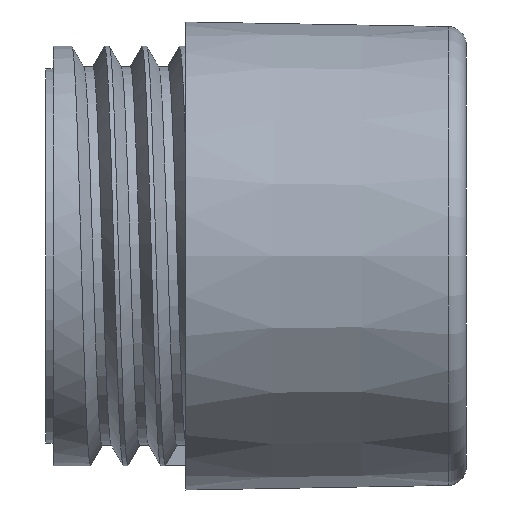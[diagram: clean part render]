
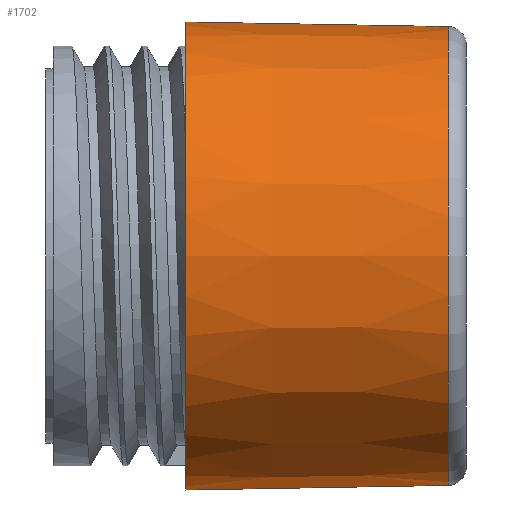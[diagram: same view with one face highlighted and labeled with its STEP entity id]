
A CAD part, front view. The second image highlights one B-rep face of the part: STEP entity #1702.
In plain terms, the highlighted conical face has half-angle 1 degrees and reference radius 7.938 mm.
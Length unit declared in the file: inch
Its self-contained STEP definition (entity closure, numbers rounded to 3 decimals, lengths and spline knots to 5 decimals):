
#51 = AXIS2_PLACEMENT_3D ( 'NONE', #4280, #761, #3872 ) ;
#322 = CARTESIAN_POINT ( 'NONE',  ( 5.37587, 13.42561, 0.3125 ) ) ;
#422 = CONICAL_SURFACE ( 'NONE', #51, 0.3125, 0.017 ) ;
#561 = AXIS2_PLACEMENT_3D ( 'NONE', #4489, #2141, #4900 ) ;
#581 = CARTESIAN_POINT ( 'NONE',  ( 5.7263, 13.42561, 0.30638 ) ) ;
#648 = EDGE_LOOP ( 'NONE', ( #2921, #4389, #3949, #4693 ) ) ;
#761 = DIRECTION ( 'NONE',  ( -1., 0., 0. ) ) ;
#795 = VECTOR ( 'NONE', #3778, 39.37008 ) ;
#904 = EDGE_CURVE ( 'NONE', #3519, #2966, #3687, .T. ) ;
#914 = VERTEX_POINT ( 'NONE', #1117 ) ;
#1117 = CARTESIAN_POINT ( 'NONE',  ( 5.37587, 13.42561, -0.3125 ) ) ;
#1648 = AXIS2_PLACEMENT_3D ( 'NONE', #2082, #4841, #2481 ) ;
#1702 = ADVANCED_FACE ( 'NONE', ( #3790 ), #422, .T. ) ;
#1731 = CARTESIAN_POINT ( 'NONE',  ( 5.7263, 13.42561, -0.30638 ) ) ;
#1912 = VERTEX_POINT ( 'NONE', #1731 ) ;
#2082 = CARTESIAN_POINT ( 'NONE',  ( 5.7263, 13.42561, 0. ) ) ;
#2141 = DIRECTION ( 'NONE',  ( -1., 0., 0. ) ) ;
#2481 = DIRECTION ( 'NONE',  ( 0., 0., 1. ) ) ;
#2698 = DIRECTION ( 'NONE',  ( -1., 0., 0.017 ) ) ;
#2763 = EDGE_CURVE ( 'NONE', #914, #2966, #5112, .T. ) ;
#2769 = CARTESIAN_POINT ( 'NONE',  ( 5.37587, 13.42561, 0.3125 ) ) ;
#2817 = EDGE_CURVE ( 'NONE', #1912, #914, #4846, .T. ) ;
#2921 = ORIENTED_EDGE ( 'NONE', *, *, #2817, .F. ) ;
#2966 = VERTEX_POINT ( 'NONE', #2769 ) ;
#3174 = CIRCLE ( 'NONE', #1648, 0.30638 ) ;
#3519 = VERTEX_POINT ( 'NONE', #581 ) ;
#3573 = VECTOR ( 'NONE', #2698, 39.37008 ) ;
#3687 = LINE ( 'NONE', #322, #3573 ) ;
#3778 = DIRECTION ( 'NONE',  ( -1., 0., -0.017 ) ) ;
#3790 = FACE_OUTER_BOUND ( 'NONE', #648, .T. ) ;
#3872 = DIRECTION ( 'NONE',  ( 0., 0., 1. ) ) ;
#3949 = ORIENTED_EDGE ( 'NONE', *, *, #904, .T. ) ;
#4160 = EDGE_CURVE ( 'NONE', #1912, #3519, #3174, .T. ) ;
#4280 = CARTESIAN_POINT ( 'NONE',  ( 5.37587, 13.42561, 0. ) ) ;
#4389 = ORIENTED_EDGE ( 'NONE', *, *, #4160, .T. ) ;
#4489 = CARTESIAN_POINT ( 'NONE',  ( 5.37587, 13.42561, 0. ) ) ;
#4534 = CARTESIAN_POINT ( 'NONE',  ( 5.37587, 13.42561, -0.3125 ) ) ;
#4693 = ORIENTED_EDGE ( 'NONE', *, *, #2763, .F. ) ;
#4841 = DIRECTION ( 'NONE',  ( -1., 0., 0. ) ) ;
#4846 = LINE ( 'NONE', #4534, #795 ) ;
#4900 = DIRECTION ( 'NONE',  ( 0., 0., 1. ) ) ;
#5112 = CIRCLE ( 'NONE', #561, 0.3125 ) ;
